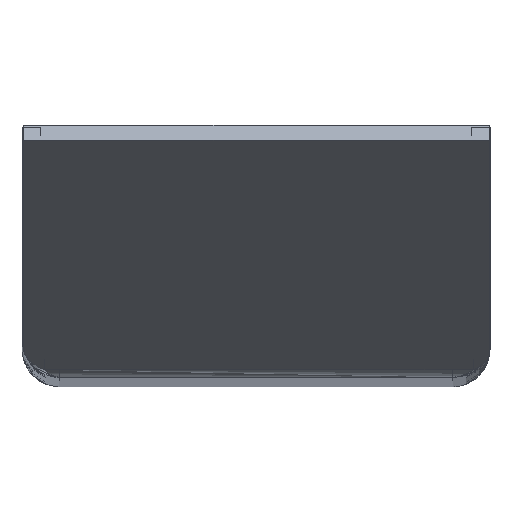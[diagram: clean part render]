
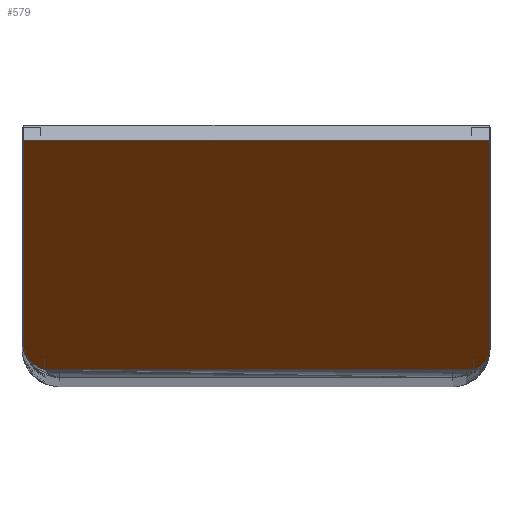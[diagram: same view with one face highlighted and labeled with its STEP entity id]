
A CAD part, top view. The second image highlights one B-rep face of the part: STEP entity #579.
In plain terms, the highlighted free-form (B-spline) face has degree [1, 1] with [2, 2] control points.
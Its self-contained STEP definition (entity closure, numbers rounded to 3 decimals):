
#91 = ORIENTED_EDGE ( 'NONE', *, *, #298, .F. ) ;
#125 = CARTESIAN_POINT ( 'NONE',  ( -164338.953, 36504.466, 2204.478 ) ) ;
#145 = CARTESIAN_POINT ( 'NONE',  ( -164190.986, 36432.621, 2109.136 ) ) ;
#162 = EDGE_CURVE ( 'NONE', #168, #383, #745, .T. ) ;
#168 = VERTEX_POINT ( 'NONE', #543 ) ;
#188 = CARTESIAN_POINT ( 'NONE',  ( -164189.667, 36504.466, 2204.478 ) ) ;
#190 = ORIENTED_EDGE ( 'NONE', *, *, #192, .T. ) ;
#192 = EDGE_CURVE ( 'NONE', #1152, #1114, #712, .T. ) ;
#243 = CARTESIAN_POINT ( 'NONE',  ( -164194.91, 36431.049, 2107.051 ) ) ;
#244 = VERTEX_POINT ( 'NONE', #769 ) ;
#249 = EDGE_CURVE ( 'NONE', #383, #261, #853, .T. ) ;
#261 = VERTEX_POINT ( 'NONE', #188 ) ;
#262 = CARTESIAN_POINT ( 'NONE',  ( -164338.953, 36482.325, 2175.095 ) ) ;
#291 = CARTESIAN_POINT ( 'NONE',  ( -164336.407, 36432.624, 2109.14 ) ) ;
#298 = EDGE_CURVE ( 'NONE', #1152, #168, #1102, .T. ) ;
#303 = EDGE_LOOP ( 'NONE', ( #644, #1235, #552, #657, #91, #190 ) ) ;
#383 = VERTEX_POINT ( 'NONE', #125 ) ;
#387 = CARTESIAN_POINT ( 'NONE',  ( -164194.91, 36431.049, 2107.051 ) ) ;
#390 = B_SPLINE_SURFACE_WITH_KNOTS ( 'NONE', 1, 1, ( 
 ( #915, #829 ),
 ( #929, #520 ) ),
 .UNSPECIFIED., .F., .F., .F.,
 ( 2, 2 ),
 ( 2, 2 ),
 ( 0., 1. ),
 ( 0., 1. ),
 .UNSPECIFIED. ) ;
#391 = CARTESIAN_POINT ( 'NONE',  ( -164332.363, 36431.049, 2107.051 ) ) ;
#442 = CARTESIAN_POINT ( 'NONE',  ( -164332.363, 36431.049, 2107.051 ) ) ;
#449 = B_SPLINE_CURVE_WITH_KNOTS ( 'NONE', 3,
 ( #1175, #1087, #983, #882 ),
 .UNSPECIFIED., .F., .F.,
 ( 4, 4 ),
 ( 0., 1. ),
 .UNSPECIFIED. ) ;
#455 = CARTESIAN_POINT ( 'NONE',  ( -164332.363, 36431.049, 2107.051 ) ) ;
#483 =( BOUNDED_CURVE ( )  B_SPLINE_CURVE ( 3, ( #1267, #1050, #145, #859 ),
 .UNSPECIFIED., .F., .T. ) 
 B_SPLINE_CURVE_WITH_KNOTS ( ( 4, 4 ),
 ( -1.117, 0. ),
 .UNSPECIFIED. ) 
 CURVE ( )  GEOMETRIC_REPRESENTATION_ITEM ( )  RATIONAL_B_SPLINE_CURVE ( ( 1., 0.899, 0.899, 1. ) ) 
 REPRESENTATION_ITEM ( '' )  );
#520 = CARTESIAN_POINT ( 'NONE',  ( -164188.664, 36504.466, 2204.478 ) ) ;
#532 = FACE_OUTER_BOUND ( 'NONE', #303, .T. ) ;
#543 = CARTESIAN_POINT ( 'NONE',  ( -164338.953, 36438.042, 2116.33 ) ) ;
#552 = ORIENTED_EDGE ( 'NONE', *, *, #249, .F. ) ;
#579 = ADVANCED_FACE ( 'NONE', ( #532 ), #390, .F. ) ;
#631 = CARTESIAN_POINT ( 'NONE',  ( -164338.953, 36438.042, 2116.33 ) ) ;
#644 = ORIENTED_EDGE ( 'NONE', *, *, #847, .F. ) ;
#657 = ORIENTED_EDGE ( 'NONE', *, *, #162, .F. ) ;
#678 = CARTESIAN_POINT ( 'NONE',  ( -164338.953, 36504.466, 2204.478 ) ) ;
#683 = CARTESIAN_POINT ( 'NONE',  ( -164338.953, 36438.042, 2116.33 ) ) ;
#712 = B_SPLINE_CURVE_WITH_KNOTS ( 'NONE', 1,
 ( #455, #387 ),
 .UNSPECIFIED., .F., .F.,
 ( 2, 2 ),
 ( 0., 1. ),
 .UNSPECIFIED. ) ;
#745 = B_SPLINE_CURVE_WITH_KNOTS ( 'NONE', 3,
 ( #631, #1140, #262, #1029 ),
 .UNSPECIFIED., .F., .F.,
 ( 4, 4 ),
 ( 0., 1. ),
 .UNSPECIFIED. ) ;
#769 = CARTESIAN_POINT ( 'NONE',  ( -164189.667, 36438.016, 2116.296 ) ) ;
#774 = CARTESIAN_POINT ( 'NONE',  ( -164189.667, 36504.466, 2204.478 ) ) ;
#829 = CARTESIAN_POINT ( 'NONE',  ( -164188.664, 36431.049, 2107.051 ) ) ;
#847 = EDGE_CURVE ( 'NONE', #244, #1114, #483, .T. ) ;
#853 = B_SPLINE_CURVE_WITH_KNOTS ( 'NONE', 1,
 ( #678, #774 ),
 .UNSPECIFIED., .F., .F.,
 ( 2, 2 ),
 ( 0., 1. ),
 .UNSPECIFIED. ) ;
#859 = CARTESIAN_POINT ( 'NONE',  ( -164194.91, 36431.049, 2107.051 ) ) ;
#882 = CARTESIAN_POINT ( 'NONE',  ( -164189.667, 36438.016, 2116.296 ) ) ;
#915 = CARTESIAN_POINT ( 'NONE',  ( -164338.953, 36431.049, 2107.051 ) ) ;
#929 = CARTESIAN_POINT ( 'NONE',  ( -164338.953, 36504.466, 2204.478 ) ) ;
#982 = CARTESIAN_POINT ( 'NONE',  ( -164338.782, 36435.145, 2112.486 ) ) ;
#983 = CARTESIAN_POINT ( 'NONE',  ( -164189.667, 36460.166, 2145.69 ) ) ;
#1029 = CARTESIAN_POINT ( 'NONE',  ( -164338.953, 36504.466, 2204.478 ) ) ;
#1050 = CARTESIAN_POINT ( 'NONE',  ( -164189.041, 36435.205, 2112.565 ) ) ;
#1087 = CARTESIAN_POINT ( 'NONE',  ( -164189.667, 36482.316, 2175.084 ) ) ;
#1102 =( BOUNDED_CURVE ( )  B_SPLINE_CURVE ( 3, ( #391, #291, #982, #683 ),
 .UNSPECIFIED., .F., .T. ) 
 B_SPLINE_CURVE_WITH_KNOTS ( ( 4, 4 ),
 ( -0.961, 0. ),
 .UNSPECIFIED. ) 
 CURVE ( )  GEOMETRIC_REPRESENTATION_ITEM ( )  RATIONAL_B_SPLINE_CURVE ( ( 1., 0.924, 0.924, 1. ) ) 
 REPRESENTATION_ITEM ( '' )  );
#1114 = VERTEX_POINT ( 'NONE', #243 ) ;
#1140 = CARTESIAN_POINT ( 'NONE',  ( -164338.953, 36460.183, 2145.713 ) ) ;
#1152 = VERTEX_POINT ( 'NONE', #442 ) ;
#1175 = CARTESIAN_POINT ( 'NONE',  ( -164189.667, 36504.466, 2204.478 ) ) ;
#1218 = EDGE_CURVE ( 'NONE', #261, #244, #449, .T. ) ;
#1235 = ORIENTED_EDGE ( 'NONE', *, *, #1218, .F. ) ;
#1267 = CARTESIAN_POINT ( 'NONE',  ( -164189.667, 36438.016, 2116.296 ) ) ;
